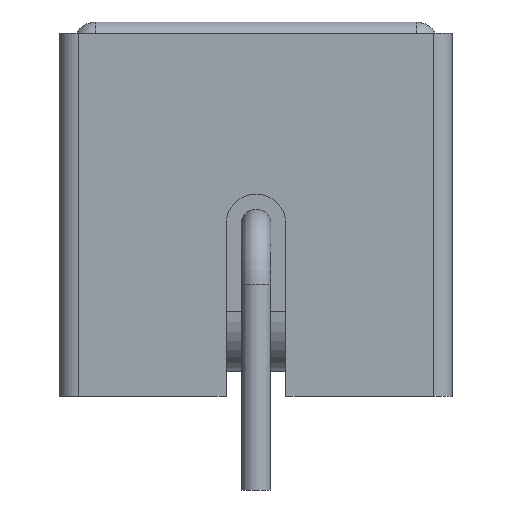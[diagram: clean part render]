
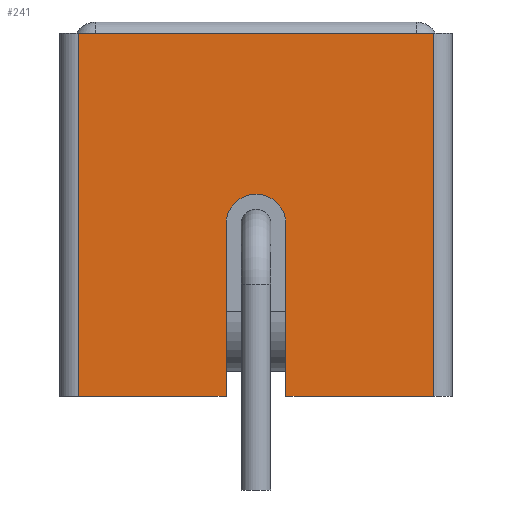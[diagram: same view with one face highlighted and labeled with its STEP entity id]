
A CAD part, left-side view. The second image highlights one B-rep face of the part: STEP entity #241.
In plain terms, the highlighted planar face has unit normal (-1, 0, 0).
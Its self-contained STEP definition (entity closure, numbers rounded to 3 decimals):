
#241=ADVANCED_FACE('',(#792),#794,.T.);
#792=FACE_BOUND('',#793,.T.);
#793=EDGE_LOOP('',(#1230,#1231,#1232,#1233,#1234,#1235,#1236,#1237));
#794=PLANE('',#795);
#795=AXIS2_PLACEMENT_3D('',#796,#797,#798);
#796=CARTESIAN_POINT('',(-11.5,-5.25,0.));
#797=DIRECTION('',(-1.,0.,0.));
#798=DIRECTION('',(0.,0.,1.));
#1230=ORIENTED_EDGE('',*,*,#1481,.F.);
#1231=ORIENTED_EDGE('',*,*,#1453,.F.);
#1232=ORIENTED_EDGE('',*,*,#1444,.T.);
#1233=ORIENTED_EDGE('',*,*,#1438,.T.);
#1234=ORIENTED_EDGE('',*,*,#1432,.T.);
#1235=ORIENTED_EDGE('',*,*,#1455,.F.);
#1236=ORIENTED_EDGE('',*,*,#1482,.T.);
#1237=ORIENTED_EDGE('',*,*,#1483,.T.);
#1432=EDGE_CURVE('',#1581,#1579,#1582,.F.);
#1438=EDGE_CURVE('',#1591,#1581,#1592,.F.);
#1444=EDGE_CURVE('',#1601,#1591,#1602,.F.);
#1453=EDGE_CURVE('',#1601,#1605,#1617,.T.);
#1455=EDGE_CURVE('',#1618,#1579,#1621,.T.);
#1481=EDGE_CURVE('',#1605,#1661,#1662,.T.);
#1482=EDGE_CURVE('',#1618,#1663,#1664,.T.);
#1483=EDGE_CURVE('',#1663,#1661,#1665,.T.);
#1579=VERTEX_POINT('',#1823);
#1581=VERTEX_POINT('',#1827);
#1582=LINE('',#1828,#1829);
#1591=VERTEX_POINT('',#1852);
#1592=CIRCLE('',#1853,0.8);
#1601=VERTEX_POINT('',#1875);
#1602=LINE('',#1876,#1877);
#1605=VERTEX_POINT('',#1883);
#1617=LINE('',#1911,#1912);
#1618=VERTEX_POINT('',#1914);
#1621=LINE('',#1920,#1921);
#1661=VERTEX_POINT('',#2013);
#1662=LINE('',#2014,#2015);
#1663=VERTEX_POINT('',#2017);
#1664=LINE('',#2018,#2019);
#1665=LINE('',#2021,#2022);
#1823=CARTESIAN_POINT('',(-11.5,-0.8,0.));
#1827=CARTESIAN_POINT('',(-11.5,-0.8,4.6));
#1828=CARTESIAN_POINT('',(-11.5,-0.8,0.));
#1829=VECTOR('',#1830,1.);
#1830=DIRECTION('',(0.,0.,1.));
#1852=CARTESIAN_POINT('',(-11.5,0.8,4.6));
#1853=AXIS2_PLACEMENT_3D('',#1854,#1855,#1856);
#1854=CARTESIAN_POINT('',(-11.5,0.,4.6));
#1855=DIRECTION('',(-1.,0.,0.));
#1856=DIRECTION('',(0.,-1.,0.));
#1875=CARTESIAN_POINT('',(-11.5,0.8,0.));
#1876=CARTESIAN_POINT('',(-11.5,0.8,4.6));
#1877=VECTOR('',#1878,1.);
#1878=DIRECTION('',(0.,0.,-1.));
#1883=CARTESIAN_POINT('',(-11.5,4.75,0.));
#1911=CARTESIAN_POINT('',(-11.5,0.8,0.));
#1912=VECTOR('',#1913,1.);
#1913=DIRECTION('',(0.,1.,0.));
#1914=CARTESIAN_POINT('',(-11.5,-4.75,0.));
#1920=CARTESIAN_POINT('',(-11.5,-4.75,0.));
#1921=VECTOR('',#1922,1.);
#1922=DIRECTION('',(0.,1.,0.));
#2013=CARTESIAN_POINT('',(-11.5,4.75,9.7));
#2014=CARTESIAN_POINT('',(-11.5,4.75,0.));
#2015=VECTOR('',#2016,1.);
#2016=DIRECTION('',(0.,0.,1.));
#2017=CARTESIAN_POINT('',(-11.5,-4.75,9.7));
#2018=CARTESIAN_POINT('',(-11.5,-4.75,0.));
#2019=VECTOR('',#2020,1.);
#2020=DIRECTION('',(0.,0.,1.));
#2021=CARTESIAN_POINT('',(-11.5,-4.75,9.7));
#2022=VECTOR('',#2023,1.);
#2023=DIRECTION('',(0.,1.,0.));
